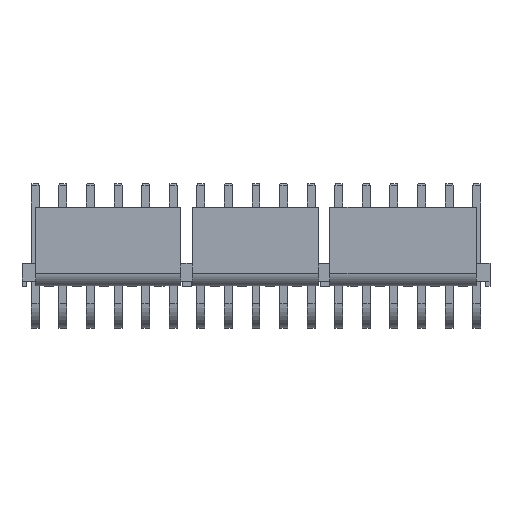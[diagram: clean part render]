
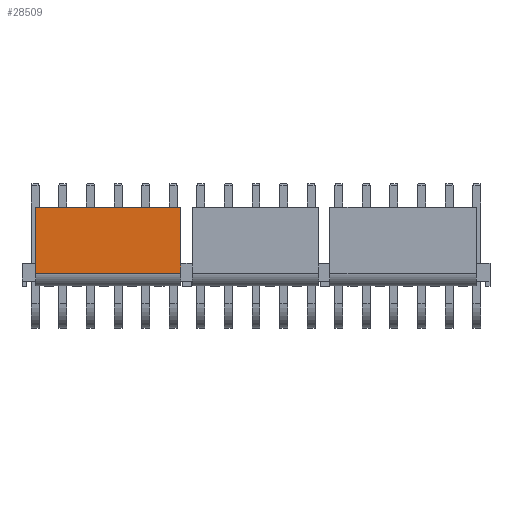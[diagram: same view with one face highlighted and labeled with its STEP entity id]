
A CAD part, top view. The second image highlights one B-rep face of the part: STEP entity #28509.
In plain terms, the highlighted planar face has unit normal (0, 0, 1).
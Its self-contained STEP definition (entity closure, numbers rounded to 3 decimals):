
#5089 = PLANE('',#5090);
#5090 = AXIS2_PLACEMENT_3D('',#5091,#5092,#5093);
#5091 = CARTESIAN_POINT('',(20.913,19.345,10.01));
#5092 = DIRECTION('',(-1.,0.,0.));
#5093 = DIRECTION('',(0.,-1.,0.));
#5703 = PLANE('',#5704);
#5704 = AXIS2_PLACEMENT_3D('',#5705,#5706,#5707);
#5705 = CARTESIAN_POINT('',(0.075,4.715,10.01));
#5706 = DIRECTION('',(1.,0.,0.));
#5707 = DIRECTION('',(0.,1.,0.));
#11889 = EDGE_CURVE('',#11890,#11892,#11894,.T.);
#11890 = VERTEX_POINT('',#11891);
#11891 = CARTESIAN_POINT('',(0.075,7.32,10.01));
#11892 = VERTEX_POINT('',#11893);
#11893 = CARTESIAN_POINT('',(0.075,16.74,10.01));
#11894 = SURFACE_CURVE('',#11895,(#11899,#11906),.PCURVE_S1.);
#11895 = LINE('',#11896,#11897);
#11896 = CARTESIAN_POINT('',(0.075,4.715,10.01));
#11897 = VECTOR('',#11898,1.);
#11898 = DIRECTION('',(0.,1.,0.));
#11899 = PCURVE('',#5703,#11900);
#11900 = DEFINITIONAL_REPRESENTATION('',(#11901),#11905);
#11901 = LINE('',#11902,#11903);
#11902 = CARTESIAN_POINT('',(0.,0.));
#11903 = VECTOR('',#11904,1.);
#11904 = DIRECTION('',(1.,0.));
#11905 = ( GEOMETRIC_REPRESENTATION_CONTEXT(2)
PARAMETRIC_REPRESENTATION_CONTEXT() REPRESENTATION_CONTEXT('2D SPACE',''
) );
#11906 = PCURVE('',#11907,#11912);
#11907 = PLANE('',#11908);
#11908 = AXIS2_PLACEMENT_3D('',#11909,#11910,#11911);
#11909 = CARTESIAN_POINT('',(65.265,16.74,10.01));
#11910 = DIRECTION('',(0.,0.,1.));
#11911 = DIRECTION('',(0.,-1.,0.));
#11912 = DEFINITIONAL_REPRESENTATION('',(#11913),#11917);
#11913 = LINE('',#11914,#11915);
#11914 = CARTESIAN_POINT('',(12.025,-65.19));
#11915 = VECTOR('',#11916,1.);
#11916 = DIRECTION('',(-1.,0.));
#11917 = ( GEOMETRIC_REPRESENTATION_CONTEXT(2)
PARAMETRIC_REPRESENTATION_CONTEXT() REPRESENTATION_CONTEXT('2D SPACE',''
) );
#11936 = CYLINDRICAL_SURFACE('',#11937,1.948);
#11937 = AXIS2_PLACEMENT_3D('',#11938,#11939,#11940);
#11938 = CARTESIAN_POINT('',(65.265,7.357,8.063));
#11939 = DIRECTION('',(1.,0.,0.));
#11940 = DIRECTION('',(0.,-0.019,
1.));
#12168 = PLANE('',#12169);
#12169 = AXIS2_PLACEMENT_3D('',#12170,#12171,#12172);
#12170 = CARTESIAN_POINT('',(65.265,16.74,9.24));
#12171 = DIRECTION('',(0.,1.,0.));
#12172 = DIRECTION('',(0.,0.,1.));
#13477 = EDGE_CURVE('',#13478,#13480,#13482,.T.);
#13478 = VERTEX_POINT('',#13479);
#13479 = CARTESIAN_POINT('',(20.913,16.74,10.01));
#13480 = VERTEX_POINT('',#13481);
#13481 = CARTESIAN_POINT('',(20.913,7.32,10.01));
#13482 = SURFACE_CURVE('',#13483,(#13487,#13494),.PCURVE_S1.);
#13483 = LINE('',#13484,#13485);
#13484 = CARTESIAN_POINT('',(20.913,19.345,10.01));
#13485 = VECTOR('',#13486,1.);
#13486 = DIRECTION('',(0.,-1.,0.));
#13487 = PCURVE('',#5089,#13488);
#13488 = DEFINITIONAL_REPRESENTATION('',(#13489),#13493);
#13489 = LINE('',#13490,#13491);
#13490 = CARTESIAN_POINT('',(0.,0.));
#13491 = VECTOR('',#13492,1.);
#13492 = DIRECTION('',(1.,0.));
#13493 = ( GEOMETRIC_REPRESENTATION_CONTEXT(2)
PARAMETRIC_REPRESENTATION_CONTEXT() REPRESENTATION_CONTEXT('2D SPACE',''
) );
#13494 = PCURVE('',#11907,#13495);
#13495 = DEFINITIONAL_REPRESENTATION('',(#13496),#13500);
#13496 = LINE('',#13497,#13498);
#13497 = CARTESIAN_POINT('',(-2.605,-44.352));
#13498 = VECTOR('',#13499,1.);
#13499 = DIRECTION('',(1.,0.));
#13500 = ( GEOMETRIC_REPRESENTATION_CONTEXT(2)
PARAMETRIC_REPRESENTATION_CONTEXT() REPRESENTATION_CONTEXT('2D SPACE',''
) );
#28509 = ADVANCED_FACE('',(#28510),#11907,.T.);
#28510 = FACE_BOUND('',#28511,.T.);
#28511 = EDGE_LOOP('',(#28512,#28513,#28534,#28535));
#28512 = ORIENTED_EDGE('',*,*,#13477,.F.);
#28513 = ORIENTED_EDGE('',*,*,#28514,.T.);
#28514 = EDGE_CURVE('',#13478,#11892,#28515,.T.);
#28515 = SURFACE_CURVE('',#28516,(#28520,#28527),.PCURVE_S1.);
#28516 = LINE('',#28517,#28518);
#28517 = CARTESIAN_POINT('',(65.265,16.74,10.01));
#28518 = VECTOR('',#28519,1.);
#28519 = DIRECTION('',(-1.,0.,0.));
#28520 = PCURVE('',#11907,#28521);
#28521 = DEFINITIONAL_REPRESENTATION('',(#28522),#28526);
#28522 = LINE('',#28523,#28524);
#28523 = CARTESIAN_POINT('',(0.,0.));
#28524 = VECTOR('',#28525,1.);
#28525 = DIRECTION('',(0.,-1.));
#28526 = ( GEOMETRIC_REPRESENTATION_CONTEXT(2)
PARAMETRIC_REPRESENTATION_CONTEXT() REPRESENTATION_CONTEXT('2D SPACE',''
) );
#28527 = PCURVE('',#12168,#28528);
#28528 = DEFINITIONAL_REPRESENTATION('',(#28529),#28533);
#28529 = LINE('',#28530,#28531);
#28530 = CARTESIAN_POINT('',(0.77,0.));
#28531 = VECTOR('',#28532,1.);
#28532 = DIRECTION('',(0.,-1.));
#28533 = ( GEOMETRIC_REPRESENTATION_CONTEXT(2)
PARAMETRIC_REPRESENTATION_CONTEXT() REPRESENTATION_CONTEXT('2D SPACE',''
) );
#28534 = ORIENTED_EDGE('',*,*,#11889,.F.);
#28535 = ORIENTED_EDGE('',*,*,#28536,.F.);
#28536 = EDGE_CURVE('',#13480,#11890,#28537,.T.);
#28537 = SURFACE_CURVE('',#28538,(#28542,#28549),.PCURVE_S1.);
#28538 = LINE('',#28539,#28540);
#28539 = CARTESIAN_POINT('',(65.265,7.32,10.01));
#28540 = VECTOR('',#28541,1.);
#28541 = DIRECTION('',(-1.,0.,0.));
#28542 = PCURVE('',#11907,#28543);
#28543 = DEFINITIONAL_REPRESENTATION('',(#28544),#28548);
#28544 = LINE('',#28545,#28546);
#28545 = CARTESIAN_POINT('',(9.42,0.));
#28546 = VECTOR('',#28547,1.);
#28547 = DIRECTION('',(0.,-1.));
#28548 = ( GEOMETRIC_REPRESENTATION_CONTEXT(2)
PARAMETRIC_REPRESENTATION_CONTEXT() REPRESENTATION_CONTEXT('2D SPACE',''
) );
#28549 = PCURVE('',#11936,#28550);
#28550 = DEFINITIONAL_REPRESENTATION('',(#28551),#28555);
#28551 = LINE('',#28552,#28553);
#28552 = CARTESIAN_POINT('',(0.,0.));
#28553 = VECTOR('',#28554,1.);
#28554 = DIRECTION('',(0.,-1.));
#28555 = ( GEOMETRIC_REPRESENTATION_CONTEXT(2)
PARAMETRIC_REPRESENTATION_CONTEXT() REPRESENTATION_CONTEXT('2D SPACE',''
) );
